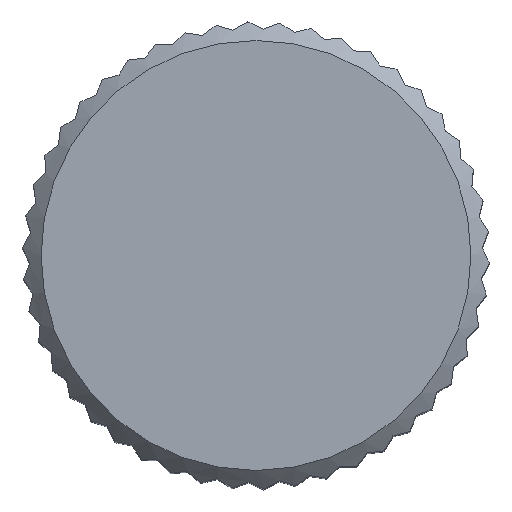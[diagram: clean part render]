
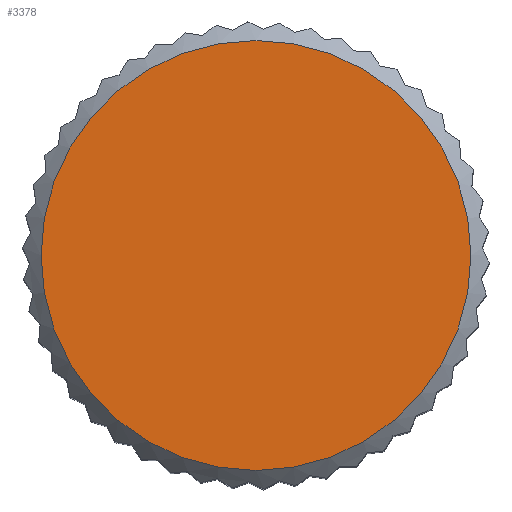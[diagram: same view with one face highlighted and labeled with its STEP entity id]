
A CAD part, top view. The second image highlights one B-rep face of the part: STEP entity #3378.
In plain terms, the highlighted planar face has unit normal (0, 0, 1).
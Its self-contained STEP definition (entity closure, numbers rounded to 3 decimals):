
#1379 = VERTEX_POINT('',#1380);
#1380 = CARTESIAN_POINT('',(4.6,0.,12.5));
#1386 = EDGE_CURVE('',#1379,#1379,#1387,.T.);
#1387 = CIRCLE('',#1388,4.6);
#1388 = AXIS2_PLACEMENT_3D('',#1389,#1390,#1391);
#1389 = CARTESIAN_POINT('',(0.,0.,12.5));
#1390 = DIRECTION('',(0.,0.,-1.));
#1391 = DIRECTION('',(1.,0.,0.));
#3378 = ADVANCED_FACE('',(#3379),#3382,.F.);
#3379 = FACE_BOUND('',#3380,.F.);
#3380 = EDGE_LOOP('',(#3381));
#3381 = ORIENTED_EDGE('',*,*,#1386,.T.);
#3382 = PLANE('',#3383);
#3383 = AXIS2_PLACEMENT_3D('',#3384,#3385,#3386);
#3384 = CARTESIAN_POINT('',(0.,0.,12.5));
#3385 = DIRECTION('',(-0.,0.,-1.));
#3386 = DIRECTION('',(1.,0.,0.));
